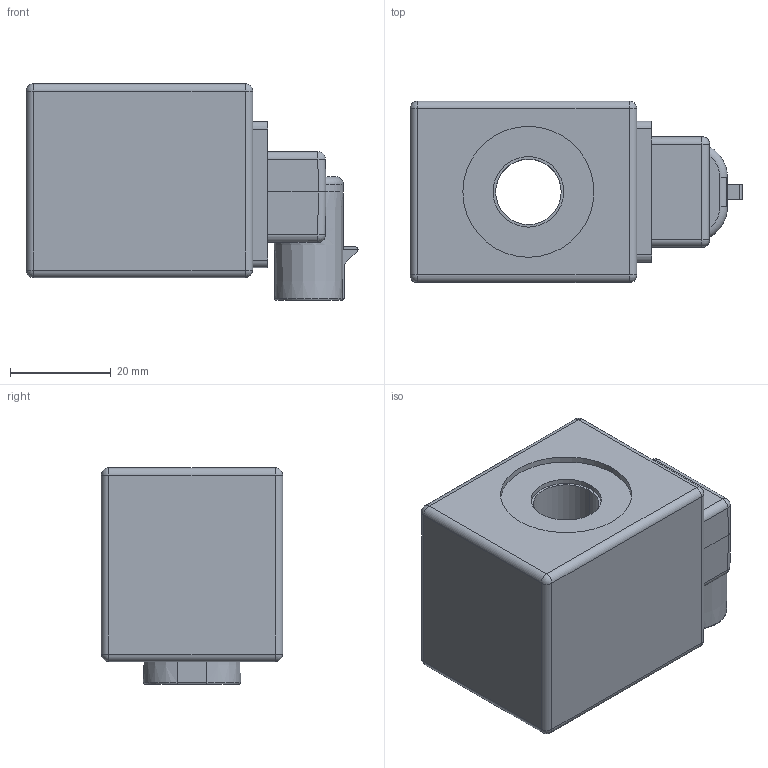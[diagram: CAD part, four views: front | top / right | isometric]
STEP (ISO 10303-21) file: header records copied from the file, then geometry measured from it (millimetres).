
FILE_DESCRIPTION (( 'STEP AP203' ), '1' );
FILE_NAME ('EC04W200K.STEP', '2021-05-07T00:36:07', ( '' ), ( '' ), 'SwSTEP 2.0', 'SolidWorks 2018', '' );
FILE_SCHEMA (( 'CONFIG_CONTROL_DESIGN' ));
Length unit declared in the file: millimetre
Products named in the file (1): EC04W200K
Bounding box: 65.9 x 36 x 43 mm (x, y, z)
Volume: 64078.7 mm3; surface area: 13471.1 mm2
Topology: 1 solids, 1 shells, 154 faces, 368 edges, 218 vertices
Faces by surface type: plane 83, cylinder 49, sphere 12, torus 6, cone 4
Entity records: 4455 total; most frequent: CARTESIAN_POINT 849, DIRECTION 748, ORIENTED_EDGE 720, EDGE_CURVE 360, AXIS2_PLACEMENT_3D 257, VECTOR 234, LINE 234, VERTEX_POINT 218
